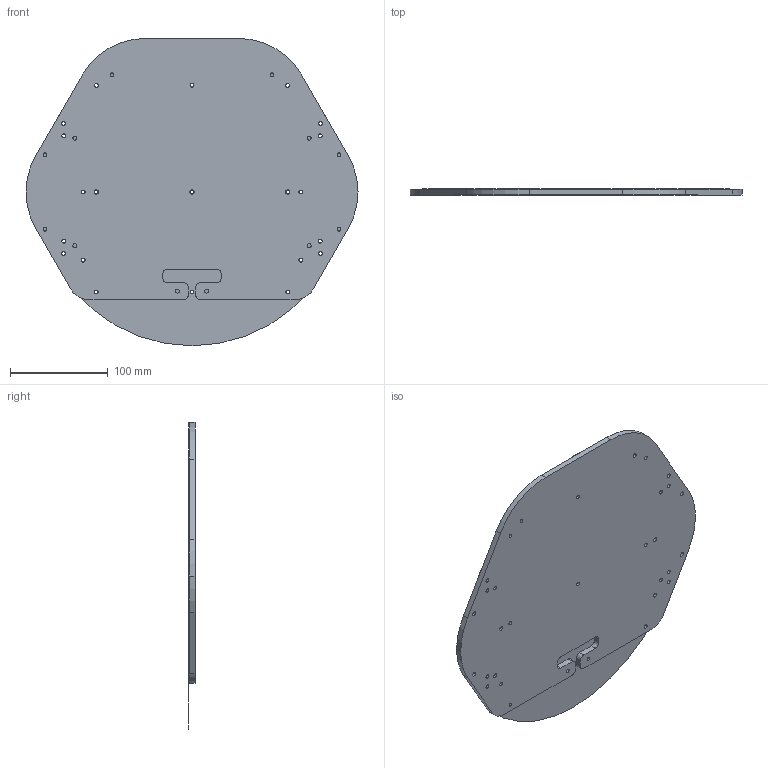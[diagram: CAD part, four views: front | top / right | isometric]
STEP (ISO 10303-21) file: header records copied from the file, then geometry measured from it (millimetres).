
FILE_DESCRIPTION((''),'2;1');
FILE_NAME('DISK_01_HEX','2012-10-03T',('username'),(''),'PRO/ENGINEER BY PARAMETRIC TECHNOLOGY CORPORATION, 2012060','PRO/ENGINEER BY PARAMETRIC TECHNOLOGY CORPORATION, 2012060','');
FILE_SCHEMA(('CONFIG_CONTROL_DESIGN'));
Length unit declared in the file: millimetre
Products named in the file (1): DISK_01_HEX
Bounding box: 340 x 6.4 x 314.96 mm (x, y, z)
Surface area: 233368.8 mm2 (no closed solid volume)
Topology: 0 solids, 0 shells, 97 faces, 608 edges, 608 vertices
Faces by surface type: bspline 97
Entity records: 11874 total; most frequent: CARTESIAN_POINT 6300, DIRECTION 934, TRIMMED_CURVE 730, DEFINITIONAL_REPRESENTATION 608, PCURVE 608, COMPOSITE_CURVE_SEGMENT 608, VECTOR 526, LINE 526
